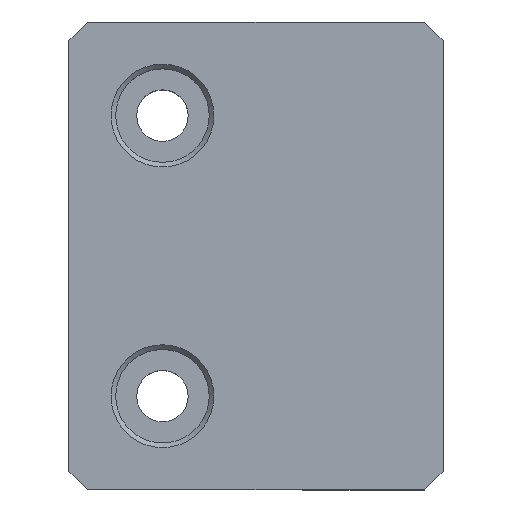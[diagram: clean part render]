
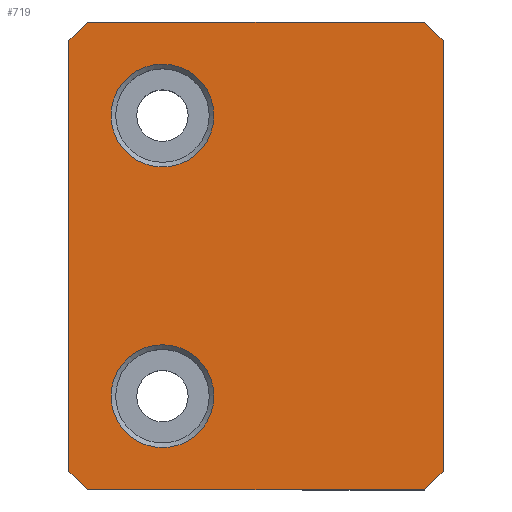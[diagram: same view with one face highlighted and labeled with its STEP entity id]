
A CAD part, top view. The second image highlights one B-rep face of the part: STEP entity #719.
In plain terms, the highlighted planar face has unit normal (0, 0, 1).
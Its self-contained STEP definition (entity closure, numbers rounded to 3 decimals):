
#147=FACE_BOUND('',#213,.T.);
#148=FACE_BOUND('',#214,.T.);
#153=PLANE('',#777);
#180=FACE_OUTER_BOUND('',#212,.T.);
#212=EDGE_LOOP('',(#553,#554,#555,#556,#557,#558,#559,#560));
#213=EDGE_LOOP('',(#561));
#214=EDGE_LOOP('',(#562));
#250=LINE('',#1048,#322);
#251=LINE('',#1050,#323);
#252=LINE('',#1052,#324);
#253=LINE('',#1054,#325);
#254=LINE('',#1056,#326);
#255=LINE('',#1058,#327);
#256=LINE('',#1060,#328);
#257=LINE('',#1061,#329);
#322=VECTOR('',#849,10.);
#323=VECTOR('',#850,10.);
#324=VECTOR('',#851,10.);
#325=VECTOR('',#852,10.);
#326=VECTOR('',#853,10.);
#327=VECTOR('',#854,10.);
#328=VECTOR('',#855,10.);
#329=VECTOR('',#856,10.);
#393=CIRCLE('',#774,5.5);
#396=CIRCLE('',#778,5.5);
#408=VERTEX_POINT('',#1038);
#411=VERTEX_POINT('',#1046);
#412=VERTEX_POINT('',#1047);
#413=VERTEX_POINT('',#1049);
#414=VERTEX_POINT('',#1051);
#415=VERTEX_POINT('',#1053);
#416=VERTEX_POINT('',#1055);
#417=VERTEX_POINT('',#1057);
#418=VERTEX_POINT('',#1059);
#419=VERTEX_POINT('',#1062);
#464=EDGE_CURVE('',#408,#408,#393,.T.);
#468=EDGE_CURVE('',#411,#412,#250,.T.);
#469=EDGE_CURVE('',#411,#413,#251,.T.);
#470=EDGE_CURVE('',#414,#413,#252,.T.);
#471=EDGE_CURVE('',#414,#415,#253,.T.);
#472=EDGE_CURVE('',#416,#415,#254,.T.);
#473=EDGE_CURVE('',#416,#417,#255,.T.);
#474=EDGE_CURVE('',#418,#417,#256,.T.);
#475=EDGE_CURVE('',#418,#412,#257,.T.);
#476=EDGE_CURVE('',#419,#419,#396,.T.);
#553=ORIENTED_EDGE('',*,*,#468,.F.);
#554=ORIENTED_EDGE('',*,*,#469,.T.);
#555=ORIENTED_EDGE('',*,*,#470,.F.);
#556=ORIENTED_EDGE('',*,*,#471,.T.);
#557=ORIENTED_EDGE('',*,*,#472,.F.);
#558=ORIENTED_EDGE('',*,*,#473,.T.);
#559=ORIENTED_EDGE('',*,*,#474,.F.);
#560=ORIENTED_EDGE('',*,*,#475,.T.);
#561=ORIENTED_EDGE('',*,*,#476,.F.);
#562=ORIENTED_EDGE('',*,*,#464,.F.);
#719=ADVANCED_FACE('',(#180,#147,#148),#153,.T.);
#774=AXIS2_PLACEMENT_3D('',#1039,#840,#841);
#777=AXIS2_PLACEMENT_3D('',#1045,#847,#848);
#778=AXIS2_PLACEMENT_3D('',#1063,#857,#858);
#840=DIRECTION('center_axis',(0.,0.,1.));
#841=DIRECTION('ref_axis',(-1.,0.,0.));
#847=DIRECTION('center_axis',(0.,0.,1.));
#848=DIRECTION('ref_axis',(1.,0.,0.));
#849=DIRECTION('',(-0.707,0.707,0.));
#850=DIRECTION('',(1.,0.,0.));
#851=DIRECTION('',(-0.707,-0.707,0.));
#852=DIRECTION('',(0.,1.,0.));
#853=DIRECTION('',(0.707,-0.707,0.));
#854=DIRECTION('',(-1.,0.,0.));
#855=DIRECTION('',(0.707,0.707,0.));
#856=DIRECTION('',(0.,-1.,0.));
#857=DIRECTION('center_axis',(0.,0.,1.));
#858=DIRECTION('ref_axis',(-1.,0.,0.));
#1038=CARTESIAN_POINT('',(-4.5,15.,10.));
#1039=CARTESIAN_POINT('Origin',(-10.,15.,10.));
#1045=CARTESIAN_POINT('Origin',(0.,0.,10.));
#1046=CARTESIAN_POINT('',(-18.,-25.,10.));
#1047=CARTESIAN_POINT('',(-20.,-23.,10.));
#1048=CARTESIAN_POINT('',(-20.25,-22.75,10.));
#1049=CARTESIAN_POINT('',(18.,-25.,10.));
#1050=CARTESIAN_POINT('',(-20.,-25.,10.));
#1051=CARTESIAN_POINT('',(20.,-23.,10.));
#1052=CARTESIAN_POINT('',(20.25,-22.75,10.));
#1053=CARTESIAN_POINT('',(20.,23.,10.));
#1054=CARTESIAN_POINT('',(20.,-25.,10.));
#1055=CARTESIAN_POINT('',(18.,25.,10.));
#1056=CARTESIAN_POINT('',(20.25,22.75,10.));
#1057=CARTESIAN_POINT('',(-18.,25.,10.));
#1058=CARTESIAN_POINT('',(20.,25.,10.));
#1059=CARTESIAN_POINT('',(-20.,23.,10.));
#1060=CARTESIAN_POINT('',(-20.25,22.75,10.));
#1061=CARTESIAN_POINT('',(-20.,25.,10.));
#1062=CARTESIAN_POINT('',(-4.5,-15.,10.));
#1063=CARTESIAN_POINT('Origin',(-10.,-15.,10.));
